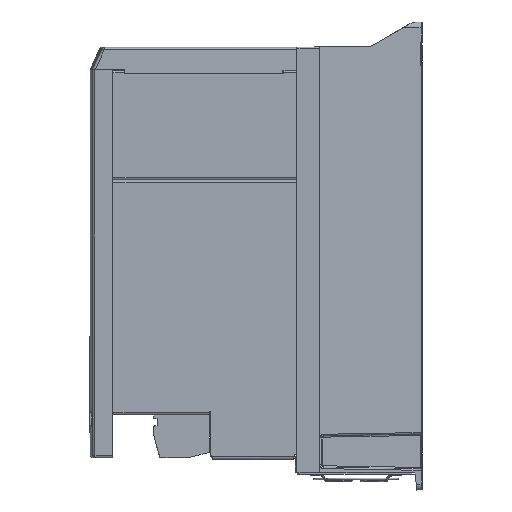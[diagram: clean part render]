
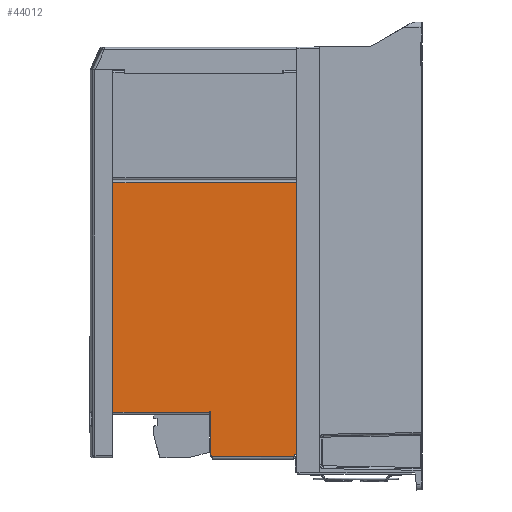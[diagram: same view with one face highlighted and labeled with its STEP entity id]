
A CAD part, left-side view. The second image highlights one B-rep face of the part: STEP entity #44012.
In plain terms, the highlighted planar face has unit normal (-1, 0, 0).
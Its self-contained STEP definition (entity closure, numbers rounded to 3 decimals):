
#408 = CARTESIAN_POINT ( 'NONE',  ( -49.509, 72.532, 13.959 ) ) ;
#749 = DIRECTION ( 'NONE',  ( 0., 0., 1. ) ) ;
#1105 = DIRECTION ( 'NONE',  ( 0., 0., 1. ) ) ;
#1171 = EDGE_CURVE ( 'NONE', #19444, #25329, #22959, .T. ) ;
#1569 = VERTEX_POINT ( 'NONE', #408 ) ;
#2332 = CARTESIAN_POINT ( 'NONE',  ( -49.509, -0.5, 254.709 ) ) ;
#2724 = CARTESIAN_POINT ( 'NONE',  ( -49.509, 0.5, 16.709 ) ) ;
#3734 = DIRECTION ( 'NONE',  ( 0., 1., 0. ) ) ;
#4421 = VERTEX_POINT ( 'NONE', #37157 ) ;
#5108 = CARTESIAN_POINT ( 'NONE',  ( -49.509, 73.5, 14.709 ) ) ;
#5438 = CARTESIAN_POINT ( 'NONE',  ( -49.509, -0.5, 254.709 ) ) ;
#5826 = CARTESIAN_POINT ( 'NONE',  ( -49.509, 74.5, 11.709 ) ) ;
#6320 = EDGE_CURVE ( 'NONE', #44403, #1569, #33556, .T. ) ;
#6486 = DIRECTION ( 'NONE',  ( 1., 0., 0. ) ) ;
#6574 = DIRECTION ( 'NONE',  ( 0., -1., 0. ) ) ;
#6691 = VERTEX_POINT ( 'NONE', #38962 ) ;
#6711 = CARTESIAN_POINT ( 'NONE',  ( -49.509, 73.5, 13.709 ) ) ;
#7060 = PLANE ( 'NONE',  #34315 ) ;
#7372 = DIRECTION ( 'NONE',  ( 0., 1., 0. ) ) ;
#7556 = VECTOR ( 'NONE', #749, 1000. ) ;
#7916 = ORIENTED_EDGE ( 'NONE', *, *, #30447, .F. ) ;
#7997 = DIRECTION ( 'NONE',  ( 0., 0., 1. ) ) ;
#8182 = ORIENTED_EDGE ( 'NONE', *, *, #12440, .T. ) ;
#8446 = CARTESIAN_POINT ( 'NONE',  ( -49.509, -0.5, 52.709 ) ) ;
#8713 = DIRECTION ( 'NONE',  ( 0., 0., -1. ) ) ;
#9845 = EDGE_CURVE ( 'NONE', #44403, #4421, #13985, .T. ) ;
#10107 = CARTESIAN_POINT ( 'NONE',  ( -49.509, 0.5, 15.709 ) ) ;
#10114 = LINE ( 'NONE', #5438, #7556 ) ;
#10488 = LINE ( 'NONE', #5826, #38784 ) ;
#10944 = EDGE_CURVE ( 'NONE', #39495, #43689, #11012, .T. ) ;
#11012 = CIRCLE ( 'NONE', #27303, 1. ) ;
#11350 = ORIENTED_EDGE ( 'NONE', *, *, #38984, .F. ) ;
#11964 = CARTESIAN_POINT ( 'NONE',  ( -49.509, -0.5, 13.959 ) ) ;
#11991 = EDGE_CURVE ( 'NONE', #42465, #39495, #29542, .T. ) ;
#12440 = EDGE_CURVE ( 'NONE', #31276, #43689, #17274, .T. ) ;
#12611 = CARTESIAN_POINT ( 'NONE',  ( -49.509, 2., 11.709 ) ) ;
#13051 = LINE ( 'NONE', #8446, #40082 ) ;
#13324 = CARTESIAN_POINT ( 'NONE',  ( -49.509, 159.5, 254.709 ) ) ;
#13902 = CARTESIAN_POINT ( 'NONE',  ( -49.509, 2., 13.959 ) ) ;
#13985 = CIRCLE ( 'NONE', #27967, 1. ) ;
#14201 = EDGE_LOOP ( 'NONE', ( #20907, #36930, #26137, #8182, #18015, #23815, #16096, #42497, #7916, #36622, #11350, #42642, #18349, #39609 ) ) ;
#15061 = AXIS2_PLACEMENT_3D ( 'NONE', #6711, #6486, #6574 ) ;
#15765 = CIRCLE ( 'NONE', #33340, 1. ) ;
#15787 = CARTESIAN_POINT ( 'NONE',  ( -49.509, 159.5, 252.459 ) ) ;
#15973 = DIRECTION ( 'NONE',  ( 0., -1., 0. ) ) ;
#16096 = ORIENTED_EDGE ( 'NONE', *, *, #38540, .F. ) ;
#16101 = DIRECTION ( 'NONE',  ( -1., 0., 0. ) ) ;
#16933 = VECTOR ( 'NONE', #7997, 1000. ) ;
#17180 = CARTESIAN_POINT ( 'NONE',  ( -49.509, -0.5, 15.709 ) ) ;
#17274 = LINE ( 'NONE', #12611, #16933 ) ;
#18002 = LINE ( 'NONE', #13324, #39758 ) ;
#18015 = ORIENTED_EDGE ( 'NONE', *, *, #10944, .F. ) ;
#18349 = ORIENTED_EDGE ( 'NONE', *, *, #20648, .T. ) ;
#18381 = CIRCLE ( 'NONE', #40008, 0.5 ) ;
#18688 = CARTESIAN_POINT ( 'NONE',  ( -49.509, 1., 14.709 ) ) ;
#19341 = DIRECTION ( 'NONE',  ( 0., 1., 0. ) ) ;
#19444 = VERTEX_POINT ( 'NONE', #37781 ) ;
#19673 = CARTESIAN_POINT ( 'NONE',  ( -49.509, 2., 14.709 ) ) ;
#20345 = CARTESIAN_POINT ( 'NONE',  ( -49.509, -0.5, 252.459 ) ) ;
#20648 = EDGE_CURVE ( 'NONE', #19444, #6691, #18381, .T. ) ;
#20907 = ORIENTED_EDGE ( 'NONE', *, *, #9845, .F. ) ;
#21081 = CARTESIAN_POINT ( 'NONE',  ( -49.509, 1., 15.709 ) ) ;
#21910 = EDGE_CURVE ( 'NONE', #36251, #35366, #10114, .T. ) ;
#22387 = DIRECTION ( 'NONE',  ( 0., 1., 0. ) ) ;
#22882 = DIRECTION ( 'NONE',  ( 0., 0., -1. ) ) ;
#22922 = CARTESIAN_POINT ( 'NONE',  ( -49.509, 75.5, 52.709 ) ) ;
#22959 = LINE ( 'NONE', #22922, #26117 ) ;
#23815 = ORIENTED_EDGE ( 'NONE', *, *, #11991, .F. ) ;
#23987 = DIRECTION ( 'NONE',  ( 1., 0., 0. ) ) ;
#24312 = EDGE_CURVE ( 'NONE', #25679, #24364, #18002, .T. ) ;
#24364 = VERTEX_POINT ( 'NONE', #31403 ) ;
#25160 = CARTESIAN_POINT ( 'NONE',  ( -49.509, 73.5, 15.709 ) ) ;
#25276 = DIRECTION ( 'NONE',  ( 1., 0., 0. ) ) ;
#25329 = VERTEX_POINT ( 'NONE', #30599 ) ;
#25482 = DIRECTION ( 'NONE',  ( 0., 1., 0. ) ) ;
#25679 = VERTEX_POINT ( 'NONE', #15787 ) ;
#25917 = LINE ( 'NONE', #11964, #42171 ) ;
#26117 = VECTOR ( 'NONE', #22882, 1000. ) ;
#26137 = ORIENTED_EDGE ( 'NONE', *, *, #43835, .F. ) ;
#26736 = EDGE_CURVE ( 'NONE', #4421, #6691, #10488, .T. ) ;
#26884 = DIRECTION ( 'NONE',  ( 0., -1., 0. ) ) ;
#27303 = AXIS2_PLACEMENT_3D ( 'NONE', #18688, #16101, #15973 ) ;
#27547 = VECTOR ( 'NONE', #26884, 1000. ) ;
#27967 = AXIS2_PLACEMENT_3D ( 'NONE', #25160, #25276, #25482 ) ;
#28674 = CARTESIAN_POINT ( 'NONE',  ( -49.509, 75., 52.959 ) ) ;
#29542 = LINE ( 'NONE', #17180, #35454 ) ;
#30447 = EDGE_CURVE ( 'NONE', #25679, #35366, #36250, .T. ) ;
#30599 = CARTESIAN_POINT ( 'NONE',  ( -49.509, 75.5, 52.709 ) ) ;
#31276 = VERTEX_POINT ( 'NONE', #13902 ) ;
#31403 = CARTESIAN_POINT ( 'NONE',  ( -49.509, 159.5, 52.709 ) ) ;
#31576 = CARTESIAN_POINT ( 'NONE',  ( -49.509, -0.5, 252.459 ) ) ;
#33131 = FACE_OUTER_BOUND ( 'NONE', #14201, .T. ) ;
#33340 = AXIS2_PLACEMENT_3D ( 'NONE', #2724, #43503, #38939 ) ;
#33556 = CIRCLE ( 'NONE', #15061, 1. ) ;
#34315 = AXIS2_PLACEMENT_3D ( 'NONE', #2332, #43129, #38579 ) ;
#35366 = VERTEX_POINT ( 'NONE', #20345 ) ;
#35454 = VECTOR ( 'NONE', #22387, 1000. ) ;
#36250 = LINE ( 'NONE', #31576, #27547 ) ;
#36251 = VERTEX_POINT ( 'NONE', #45385 ) ;
#36622 = ORIENTED_EDGE ( 'NONE', *, *, #24312, .T. ) ;
#36930 = ORIENTED_EDGE ( 'NONE', *, *, #6320, .T. ) ;
#37157 = CARTESIAN_POINT ( 'NONE',  ( -49.509, 74.5, 15.709 ) ) ;
#37781 = CARTESIAN_POINT ( 'NONE',  ( -49.509, 75.5, 52.959 ) ) ;
#38540 = EDGE_CURVE ( 'NONE', #36251, #42465, #15765, .T. ) ;
#38579 = DIRECTION ( 'NONE',  ( 0., -1., 0. ) ) ;
#38784 = VECTOR ( 'NONE', #1105, 1000. ) ;
#38939 = DIRECTION ( 'NONE',  ( 0., 1., 0. ) ) ;
#38962 = CARTESIAN_POINT ( 'NONE',  ( -49.509, 74.5, 52.959 ) ) ;
#38984 = EDGE_CURVE ( 'NONE', #25329, #24364, #13051, .T. ) ;
#39495 = VERTEX_POINT ( 'NONE', #21081 ) ;
#39609 = ORIENTED_EDGE ( 'NONE', *, *, #26736, .F. ) ;
#39758 = VECTOR ( 'NONE', #8713, 1000. ) ;
#40008 = AXIS2_PLACEMENT_3D ( 'NONE', #28674, #23987, #19341 ) ;
#40082 = VECTOR ( 'NONE', #3734, 1000. ) ;
#42171 = VECTOR ( 'NONE', #7372, 1000. ) ;
#42465 = VERTEX_POINT ( 'NONE', #10107 ) ;
#42497 = ORIENTED_EDGE ( 'NONE', *, *, #21910, .T. ) ;
#42642 = ORIENTED_EDGE ( 'NONE', *, *, #1171, .F. ) ;
#43129 = DIRECTION ( 'NONE',  ( 1., 0., 0. ) ) ;
#43503 = DIRECTION ( 'NONE',  ( 1., 0., 0. ) ) ;
#43689 = VERTEX_POINT ( 'NONE', #19673 ) ;
#43835 = EDGE_CURVE ( 'NONE', #31276, #1569, #25917, .T. ) ;
#44012 = ADVANCED_FACE ( 'NONE', ( #33131 ), #7060, .F. ) ;
#44403 = VERTEX_POINT ( 'NONE', #5108 ) ;
#45385 = CARTESIAN_POINT ( 'NONE',  ( -49.509, -0.5, 16.709 ) ) ;
